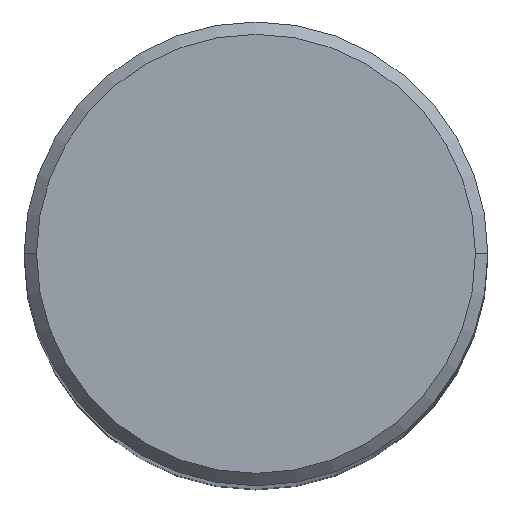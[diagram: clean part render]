
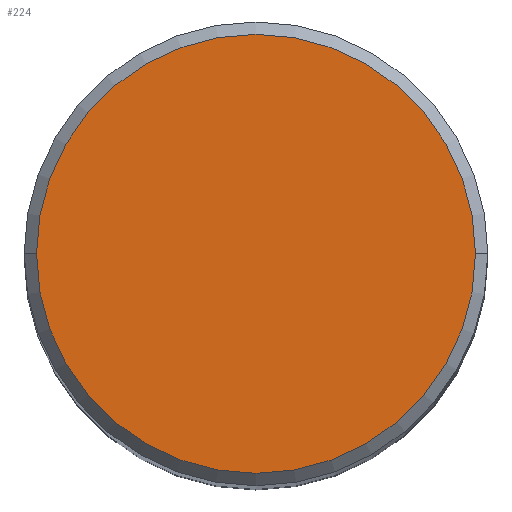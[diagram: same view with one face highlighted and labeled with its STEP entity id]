
A CAD part, top view. The second image highlights one B-rep face of the part: STEP entity #224.
In plain terms, the highlighted planar face has unit normal (0, 0, 1).
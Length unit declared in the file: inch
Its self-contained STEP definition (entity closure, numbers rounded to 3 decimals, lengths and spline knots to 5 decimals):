
#44 = CARTESIAN_POINT ( 'NONE',  ( -0.355, 0., 0. ) ) ;
#79 = ORIENTED_EDGE ( 'NONE', *, *, #227, .T. ) ;
#82 = DIRECTION ( 'NONE',  ( 0., 0., 1. ) ) ;
#89 = AXIS2_PLACEMENT_3D ( 'NONE', #336, #82, #195 ) ;
#104 = DIRECTION ( 'NONE',  ( -1., 0., 0. ) ) ;
#130 = CARTESIAN_POINT ( 'NONE',  ( 0., 0., 0. ) ) ;
#180 = FACE_OUTER_BOUND ( 'NONE', #207, .T. ) ;
#190 = VERTEX_POINT ( 'NONE', #44 ) ;
#191 = AXIS2_PLACEMENT_3D ( 'NONE', #130, #278, #296 ) ;
#195 = DIRECTION ( 'NONE',  ( 1., 0., 0. ) ) ;
#207 = EDGE_LOOP ( 'NONE', ( #350, #79 ) ) ;
#224 = ADVANCED_FACE ( 'NONE', ( #180 ), #335, .F. ) ;
#227 = EDGE_CURVE ( 'NONE', #358, #190, #254, .T. ) ;
#231 = EDGE_CURVE ( 'NONE', #190, #358, #364, .T. ) ;
#236 = AXIS2_PLACEMENT_3D ( 'NONE', #327, #305, #104 ) ;
#254 = CIRCLE ( 'NONE', #191, 0.355 ) ;
#278 = DIRECTION ( 'NONE',  ( 0., 0., 1. ) ) ;
#287 = CARTESIAN_POINT ( 'NONE',  ( 0.355, 0., 0. ) ) ;
#296 = DIRECTION ( 'NONE',  ( 1., 0., 0. ) ) ;
#305 = DIRECTION ( 'NONE',  ( 0., 0., -1. ) ) ;
#327 = CARTESIAN_POINT ( 'NONE',  ( 0., 0.355, 0. ) ) ;
#335 = PLANE ( 'NONE',  #236 ) ;
#336 = CARTESIAN_POINT ( 'NONE',  ( 0., 0., 0. ) ) ;
#350 = ORIENTED_EDGE ( 'NONE', *, *, #231, .T. ) ;
#358 = VERTEX_POINT ( 'NONE', #287 ) ;
#364 = CIRCLE ( 'NONE', #89, 0.355 ) ;
